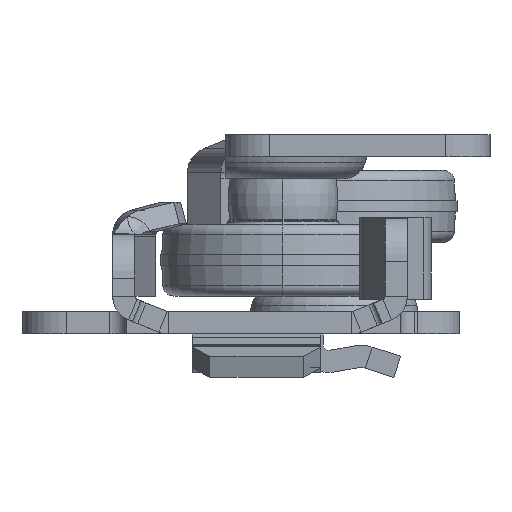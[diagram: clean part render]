
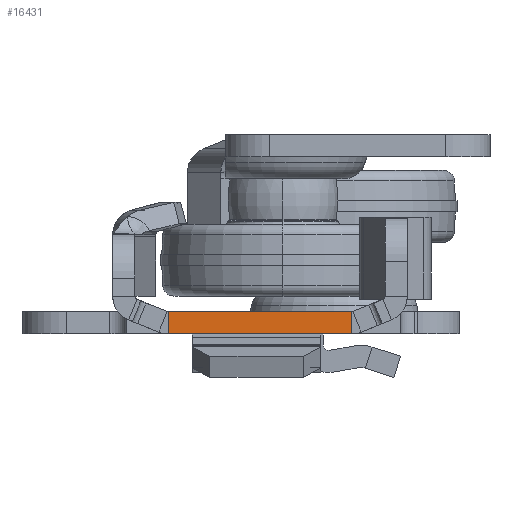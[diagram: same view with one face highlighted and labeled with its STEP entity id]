
A CAD part, left-side view. The second image highlights one B-rep face of the part: STEP entity #16431.
In plain terms, the highlighted planar face has unit normal (-1, 0, 0).
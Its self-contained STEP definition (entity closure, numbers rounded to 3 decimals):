
#7 = DIRECTION ( 'NONE',  ( 0., 1., 0. ) ) ;
#426 = DIRECTION ( 'NONE',  ( 0., 0., 1. ) ) ;
#928 = VERTEX_POINT ( 'NONE', #13964 ) ;
#1073 = LINE ( 'NONE', #16321, #12203 ) ;
#1417 = CARTESIAN_POINT ( 'NONE',  ( -499.5, -9.522, 2. ) ) ;
#1562 = CARTESIAN_POINT ( 'NONE',  ( -499.5, 7.022, 0. ) ) ;
#1825 = CARTESIAN_POINT ( 'NONE',  ( -499.5, -11.5, 2. ) ) ;
#3899 = CARTESIAN_POINT ( 'NONE',  ( -499.5, 7.022, 2. ) ) ;
#4796 = DIRECTION ( 'NONE',  ( -1., 0., 0. ) ) ;
#5569 = DIRECTION ( 'NONE',  ( 0., 0., -1. ) ) ;
#5623 = CARTESIAN_POINT ( 'NONE',  ( -499.5, -9.522, 2. ) ) ;
#5814 = VERTEX_POINT ( 'NONE', #5623 ) ;
#6138 = EDGE_CURVE ( 'NONE', #5814, #10996, #1073, .T. ) ;
#6247 = FACE_OUTER_BOUND ( 'NONE', #11904, .T. ) ;
#6500 = DIRECTION ( 'NONE',  ( 0., 1., 0. ) ) ;
#6806 = ORIENTED_EDGE ( 'NONE', *, *, #12337, .F. ) ;
#8288 = LINE ( 'NONE', #1417, #13619 ) ;
#8646 = CARTESIAN_POINT ( 'NONE',  ( -499.5, 7.022, 2. ) ) ;
#8971 = EDGE_CURVE ( 'NONE', #5814, #928, #8288, .T. ) ;
#10329 = EDGE_CURVE ( 'NONE', #17805, #10996, #16736, .T. ) ;
#10996 = VERTEX_POINT ( 'NONE', #3899 ) ;
#11740 = VECTOR ( 'NONE', #7, 1000. ) ;
#11832 = ORIENTED_EDGE ( 'NONE', *, *, #8971, .F. ) ;
#11904 = EDGE_LOOP ( 'NONE', ( #11832, #11983, #16230, #6806 ) ) ;
#11983 = ORIENTED_EDGE ( 'NONE', *, *, #6138, .T. ) ;
#12063 = VECTOR ( 'NONE', #426, 1000. ) ;
#12203 = VECTOR ( 'NONE', #6500, 1000. ) ;
#12337 = EDGE_CURVE ( 'NONE', #928, #17805, #12494, .T. ) ;
#12494 = LINE ( 'NONE', #13723, #11740 ) ;
#13619 = VECTOR ( 'NONE', #5569, 1000. ) ;
#13723 = CARTESIAN_POINT ( 'NONE',  ( -499.5, -21.25, 0. ) ) ;
#13964 = CARTESIAN_POINT ( 'NONE',  ( -499.5, -9.522, 0. ) ) ;
#15797 = DIRECTION ( 'NONE',  ( 0., 1., 0. ) ) ;
#15886 = PLANE ( 'NONE',  #17678 ) ;
#16230 = ORIENTED_EDGE ( 'NONE', *, *, #10329, .F. ) ;
#16321 = CARTESIAN_POINT ( 'NONE',  ( -499.5, -11.5, 2. ) ) ;
#16431 = ADVANCED_FACE ( 'NONE', ( #6247 ), #15886, .T. ) ;
#16736 = LINE ( 'NONE', #8646, #12063 ) ;
#17678 = AXIS2_PLACEMENT_3D ( 'NONE', #1825, #4796, #15797 ) ;
#17805 = VERTEX_POINT ( 'NONE', #1562 ) ;
